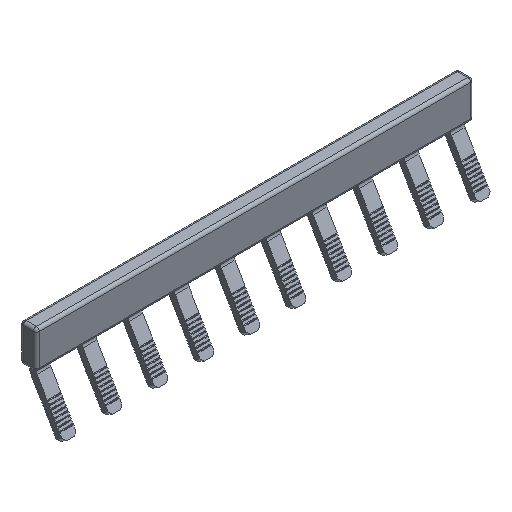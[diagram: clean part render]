
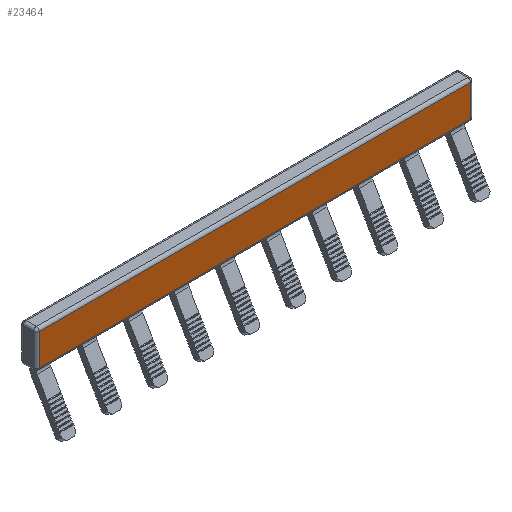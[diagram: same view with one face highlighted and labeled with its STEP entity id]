
A CAD part, isometric view. The second image highlights one B-rep face of the part: STEP entity #23464.
In plain terms, the highlighted planar face has unit normal (0, -1, 0).
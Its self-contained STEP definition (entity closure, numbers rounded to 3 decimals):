
#2165 = LINE ( 'NONE', #26377, #7898 ) ;
#3166 = CARTESIAN_POINT ( 'NONE',  ( -37.5, -1.4, -2.75 ) ) ;
#3934 = EDGE_CURVE ( 'NONE', #12217, #10397, #2165, .T. ) ;
#4186 = EDGE_CURVE ( 'NONE', #21338, #17383, #4729, .T. ) ;
#4729 = LINE ( 'NONE', #9168, #12934 ) ;
#5995 = ORIENTED_EDGE ( 'NONE', *, *, #6128, .T. ) ;
#6128 = EDGE_CURVE ( 'NONE', #17383, #12217, #9248, .T. ) ;
#7898 = VECTOR ( 'NONE', #17630, 1000. ) ;
#9103 = CARTESIAN_POINT ( 'NONE',  ( 38., -1.4, 2.75 ) ) ;
#9168 = CARTESIAN_POINT ( 'NONE',  ( 37.5, -1.4, 2.75 ) ) ;
#9248 = LINE ( 'NONE', #9103, #15312 ) ;
#9267 = CARTESIAN_POINT ( 'NONE',  ( -37.5, -1.4, 2.75 ) ) ;
#10168 = EDGE_LOOP ( 'NONE', ( #5995, #11615, #18110, #25355 ) ) ;
#10397 = VERTEX_POINT ( 'NONE', #3166 ) ;
#11015 = DIRECTION ( 'NONE',  ( -1., 0., 0. ) ) ;
#11615 = ORIENTED_EDGE ( 'NONE', *, *, #3934, .T. ) ;
#12217 = VERTEX_POINT ( 'NONE', #9267 ) ;
#12934 = VECTOR ( 'NONE', #20213, 1000. ) ;
#13301 = LINE ( 'NONE', #17605, #19238 ) ;
#14737 = DIRECTION ( 'NONE',  ( 0., 0., -1. ) ) ;
#15312 = VECTOR ( 'NONE', #26730, 1000. ) ;
#15462 = CARTESIAN_POINT ( 'NONE',  ( 37.5, -1.4, -2.75 ) ) ;
#16611 = FACE_OUTER_BOUND ( 'NONE', #10168, .T. ) ;
#16904 = EDGE_CURVE ( 'NONE', #21338, #10397, #13301, .T. ) ;
#17383 = VERTEX_POINT ( 'NONE', #24447 ) ;
#17605 = CARTESIAN_POINT ( 'NONE',  ( 38., -1.4, -2.75 ) ) ;
#17630 = DIRECTION ( 'NONE',  ( 0., 0., -1. ) ) ;
#18110 = ORIENTED_EDGE ( 'NONE', *, *, #16904, .F. ) ;
#19238 = VECTOR ( 'NONE', #11015, 1000. ) ;
#20213 = DIRECTION ( 'NONE',  ( 0., 0., 1. ) ) ;
#21338 = VERTEX_POINT ( 'NONE', #15462 ) ;
#21342 = PLANE ( 'NONE',  #25929 ) ;
#23464 = ADVANCED_FACE ( 'NONE', ( #16611 ), #21342, .T. ) ;
#24447 = CARTESIAN_POINT ( 'NONE',  ( 37.5, -1.4, 2.75 ) ) ;
#25355 = ORIENTED_EDGE ( 'NONE', *, *, #4186, .T. ) ;
#25634 = CARTESIAN_POINT ( 'NONE',  ( 38., -1.4, -2.75 ) ) ;
#25929 = AXIS2_PLACEMENT_3D ( 'NONE', #25634, #26173, #14737 ) ;
#26173 = DIRECTION ( 'NONE',  ( 0., -1., 0. ) ) ;
#26377 = CARTESIAN_POINT ( 'NONE',  ( -37.5, -1.4, -2.75 ) ) ;
#26730 = DIRECTION ( 'NONE',  ( -1., 0., 0. ) ) ;
